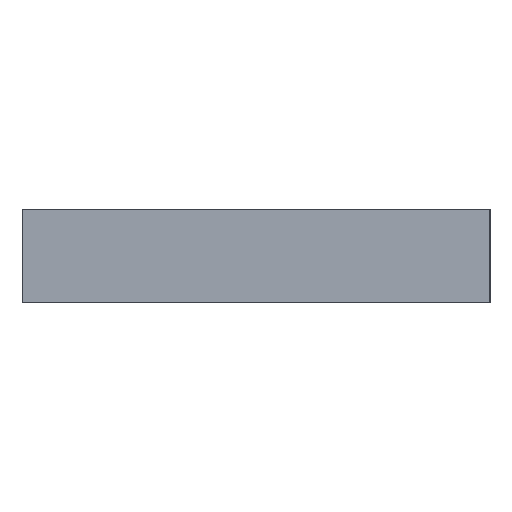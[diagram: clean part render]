
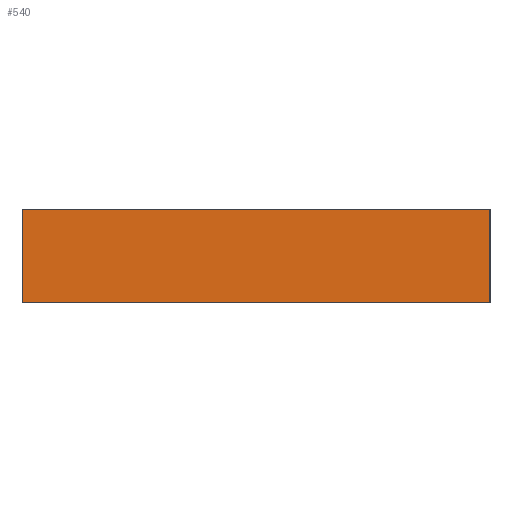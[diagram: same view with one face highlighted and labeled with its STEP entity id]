
A CAD part, left-side view. The second image highlights one B-rep face of the part: STEP entity #540.
In plain terms, the highlighted planar face has unit normal (-1, 0, 0).
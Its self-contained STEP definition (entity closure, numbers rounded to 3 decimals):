
#425=CARTESIAN_POINT('',(0.0,17.0,9.0));
#426=VERTEX_POINT('',#425);
#443=CARTESIAN_POINT('',(0.0,17.0,0.0));
#444=VERTEX_POINT('',#443);
#451=CARTESIAN_POINT('',(0.0,17.0,0.0));
#452=DIRECTION('',(0.0,0.0,1.0));
#453=VECTOR('',#452,9.0);
#454=LINE('',#451,#453);
#455=EDGE_CURVE('',#444,#426,#454,.T.);
#491=CARTESIAN_POINT('',(0.0,-28.,9.0));
#492=VERTEX_POINT('',#491);
#499=CARTESIAN_POINT('',(0.0,-28.,0.0));
#500=VERTEX_POINT('',#499);
#501=CARTESIAN_POINT('',(0.0,-28.,0.0));
#502=DIRECTION('',(0.0,0.0,1.0));
#503=VECTOR('',#502,9.0);
#504=LINE('',#501,#503);
#505=EDGE_CURVE('',#500,#492,#504,.T.);
#519=CARTESIAN_POINT('',(0.0,-28.,0.0));
#520=DIRECTION('',(-1.0,0.0,0.0));
#521=DIRECTION('',(0.0,0.0,1.0));
#522=AXIS2_PLACEMENT_3D('',#519,#520,#521);
#523=PLANE('',#522);
#524=CARTESIAN_POINT('',(0.0,-28.0,9.0));
#525=DIRECTION('',(0.0,1.0,0.0));
#526=VECTOR('',#525,45.0);
#527=LINE('',#524,#526);
#528=EDGE_CURVE('',#492,#426,#527,.T.);
#529=ORIENTED_EDGE('',*,*,#528,.T.);
#530=ORIENTED_EDGE('',*,*,#455,.F.);
#531=CARTESIAN_POINT('',(0.0,17.0,0.0));
#532=DIRECTION('',(0.0,-1.0,0.0));
#533=VECTOR('',#532,45.0);
#534=LINE('',#531,#533);
#535=EDGE_CURVE('',#444,#500,#534,.T.);
#536=ORIENTED_EDGE('',*,*,#535,.T.);
#537=ORIENTED_EDGE('',*,*,#505,.T.);
#538=EDGE_LOOP('',(#529,#530,#536,#537));
#539=FACE_OUTER_BOUND('',#538,.T.);
#540=ADVANCED_FACE('',(#539),#523,.T.);
